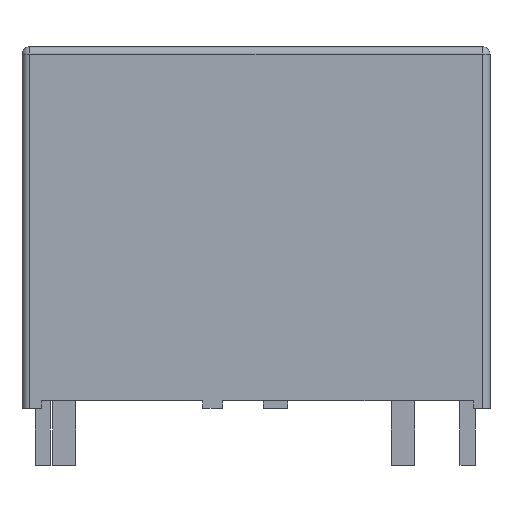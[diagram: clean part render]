
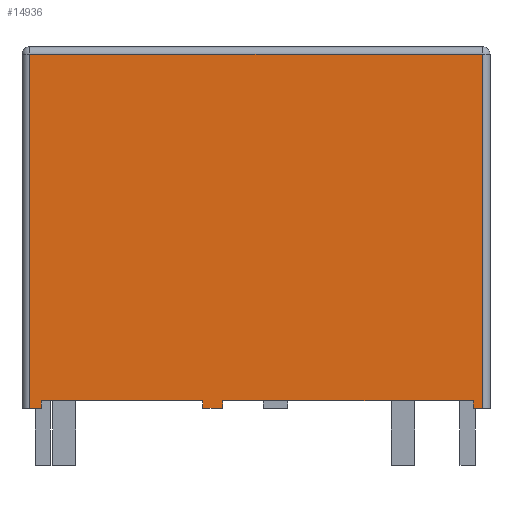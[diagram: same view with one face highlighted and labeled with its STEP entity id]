
A CAD part, front view. The second image highlights one B-rep face of the part: STEP entity #14936.
In plain terms, the highlighted planar face has unit normal (0, -1, 0).
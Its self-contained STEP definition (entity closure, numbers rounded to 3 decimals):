
#399 = VERTEX_POINT ( 'NONE', #11316 ) ;
#840 = CARTESIAN_POINT ( 'NONE',  ( 15.2, -7.95, -0.5 ) ) ;
#978 = VECTOR ( 'NONE', #1071, 1000. ) ;
#1028 = CARTESIAN_POINT ( 'NONE',  ( 14.117, -7.95, 0. ) ) ;
#1071 = DIRECTION ( 'NONE',  ( -1., 0., 0. ) ) ;
#1119 = CARTESIAN_POINT ( 'NONE',  ( -14.7, -7.95, -0.5 ) ) ;
#1304 = DIRECTION ( 'NONE',  ( 1., 0., 0. ) ) ;
#1349 = VECTOR ( 'NONE', #9301, 1000. ) ;
#1588 = VECTOR ( 'NONE', #7030, 1000. ) ;
#1828 = CARTESIAN_POINT ( 'NONE',  ( -14.7, -7.95, 23. ) ) ;
#2010 = EDGE_LOOP ( 'NONE', ( #13765, #9090, #2728, #6314, #5617, #6984, #6891, #6716, #14666, #8611, #8130, #14009 ) ) ;
#2074 = VECTOR ( 'NONE', #14217, 1000. ) ;
#2156 = CARTESIAN_POINT ( 'NONE',  ( -15.2, -7.95, 0. ) ) ;
#2357 = CARTESIAN_POINT ( 'NONE',  ( -15.2, -7.95, 22.5 ) ) ;
#2365 = DIRECTION ( 'NONE',  ( 0., 0., 1. ) ) ;
#2385 = LINE ( 'NONE', #15736, #9765 ) ;
#2606 = CARTESIAN_POINT ( 'NONE',  ( -15.2, -7.95, 0. ) ) ;
#2728 = ORIENTED_EDGE ( 'NONE', *, *, #2841, .T. ) ;
#2799 = DIRECTION ( 'NONE',  ( 0., 0., -1. ) ) ;
#2841 = EDGE_CURVE ( 'NONE', #4628, #7461, #12297, .T. ) ;
#4084 = CARTESIAN_POINT ( 'NONE',  ( -2.171, -7.95, -0.5 ) ) ;
#4258 = LINE ( 'NONE', #840, #1349 ) ;
#4628 = VERTEX_POINT ( 'NONE', #5072 ) ;
#4738 = DIRECTION ( 'NONE',  ( 0., 0., 1. ) ) ;
#4871 = AXIS2_PLACEMENT_3D ( 'NONE', #7379, #8669, #2365 ) ;
#4898 = CARTESIAN_POINT ( 'NONE',  ( -2.171, -7.95, 0. ) ) ;
#4925 = VECTOR ( 'NONE', #9576, 1000. ) ;
#5072 = CARTESIAN_POINT ( 'NONE',  ( 14.7, -7.95, 22.5 ) ) ;
#5124 = EDGE_CURVE ( 'NONE', #14240, #6912, #2385, .T. ) ;
#5212 = CARTESIAN_POINT ( 'NONE',  ( -13.953, -7.95, -0.5 ) ) ;
#5233 = VERTEX_POINT ( 'NONE', #13743 ) ;
#5308 = CARTESIAN_POINT ( 'NONE',  ( 14.117, -7.95, -0.5 ) ) ;
#5325 = CARTESIAN_POINT ( 'NONE',  ( 14.7, -7.95, 23. ) ) ;
#5370 = VERTEX_POINT ( 'NONE', #4898 ) ;
#5426 = VECTOR ( 'NONE', #6813, 1000. ) ;
#5617 = ORIENTED_EDGE ( 'NONE', *, *, #6513, .F. ) ;
#5783 = LINE ( 'NONE', #6975, #2074 ) ;
#6056 = EDGE_CURVE ( 'NONE', #15051, #5233, #8308, .T. ) ;
#6278 = EDGE_CURVE ( 'NONE', #13868, #12787, #12161, .T. ) ;
#6314 = ORIENTED_EDGE ( 'NONE', *, *, #12302, .T. ) ;
#6397 = DIRECTION ( 'NONE',  ( 0., 0., 1. ) ) ;
#6513 = EDGE_CURVE ( 'NONE', #14240, #7955, #10567, .T. ) ;
#6521 = LINE ( 'NONE', #1828, #14430 ) ;
#6583 = EDGE_CURVE ( 'NONE', #11930, #13868, #4258, .T. ) ;
#6716 = ORIENTED_EDGE ( 'NONE', *, *, #6056, .F. ) ;
#6739 = EDGE_CURVE ( 'NONE', #399, #5370, #8745, .T. ) ;
#6813 = DIRECTION ( 'NONE',  ( -1., 0., 0. ) ) ;
#6889 = VECTOR ( 'NONE', #1304, 1000. ) ;
#6891 = ORIENTED_EDGE ( 'NONE', *, *, #14106, .T. ) ;
#6912 = VERTEX_POINT ( 'NONE', #15040 ) ;
#6966 = CARTESIAN_POINT ( 'NONE',  ( -15.2, -7.95, -0.5 ) ) ;
#6975 = CARTESIAN_POINT ( 'NONE',  ( -3.468, -7.95, -0.5 ) ) ;
#6984 = ORIENTED_EDGE ( 'NONE', *, *, #5124, .T. ) ;
#7030 = DIRECTION ( 'NONE',  ( 0., 0., 1. ) ) ;
#7282 = EDGE_CURVE ( 'NONE', #11930, #4628, #9027, .T. ) ;
#7379 = CARTESIAN_POINT ( 'NONE',  ( -15.2, -7.95, 23. ) ) ;
#7461 = VERTEX_POINT ( 'NONE', #12304 ) ;
#7955 = VERTEX_POINT ( 'NONE', #1119 ) ;
#8130 = ORIENTED_EDGE ( 'NONE', *, *, #10012, .T. ) ;
#8172 = DIRECTION ( 'NONE',  ( 0., 0., 1. ) ) ;
#8308 = LINE ( 'NONE', #15448, #1588 ) ;
#8408 = CARTESIAN_POINT ( 'NONE',  ( -3.468, -7.95, -0.5 ) ) ;
#8529 = DIRECTION ( 'NONE',  ( 0., 0., 1. ) ) ;
#8611 = ORIENTED_EDGE ( 'NONE', *, *, #6739, .T. ) ;
#8669 = DIRECTION ( 'NONE',  ( 0., 1., 0. ) ) ;
#8745 = LINE ( 'NONE', #4084, #11548 ) ;
#9027 = LINE ( 'NONE', #5325, #11162 ) ;
#9090 = ORIENTED_EDGE ( 'NONE', *, *, #7282, .T. ) ;
#9301 = DIRECTION ( 'NONE',  ( -1., 0., 0. ) ) ;
#9576 = DIRECTION ( 'NONE',  ( 1., 0., 0. ) ) ;
#9765 = VECTOR ( 'NONE', #8529, 1000. ) ;
#10012 = EDGE_CURVE ( 'NONE', #5370, #12787, #10610, .T. ) ;
#10264 = VECTOR ( 'NONE', #4738, 1000. ) ;
#10567 = LINE ( 'NONE', #6966, #5426 ) ;
#10610 = LINE ( 'NONE', #2156, #4925 ) ;
#10969 = FACE_OUTER_BOUND ( 'NONE', #2010, .T. ) ;
#11162 = VECTOR ( 'NONE', #8172, 1000. ) ;
#11316 = CARTESIAN_POINT ( 'NONE',  ( -2.171, -7.95, -0.5 ) ) ;
#11548 = VECTOR ( 'NONE', #6397, 1000. ) ;
#11930 = VERTEX_POINT ( 'NONE', #12066 ) ;
#12066 = CARTESIAN_POINT ( 'NONE',  ( 14.7, -7.95, -0.5 ) ) ;
#12161 = LINE ( 'NONE', #15721, #10264 ) ;
#12297 = LINE ( 'NONE', #2357, #978 ) ;
#12302 = EDGE_CURVE ( 'NONE', #7461, #7955, #6521, .T. ) ;
#12304 = CARTESIAN_POINT ( 'NONE',  ( -14.7, -7.95, 22.5 ) ) ;
#12787 = VERTEX_POINT ( 'NONE', #1028 ) ;
#13743 = CARTESIAN_POINT ( 'NONE',  ( -3.468, -7.95, 0. ) ) ;
#13765 = ORIENTED_EDGE ( 'NONE', *, *, #6583, .F. ) ;
#13868 = VERTEX_POINT ( 'NONE', #5308 ) ;
#13903 = EDGE_CURVE ( 'NONE', #399, #15051, #5783, .T. ) ;
#14009 = ORIENTED_EDGE ( 'NONE', *, *, #6278, .F. ) ;
#14106 = EDGE_CURVE ( 'NONE', #6912, #5233, #14532, .T. ) ;
#14217 = DIRECTION ( 'NONE',  ( -1., 0., 0. ) ) ;
#14240 = VERTEX_POINT ( 'NONE', #5212 ) ;
#14430 = VECTOR ( 'NONE', #2799, 1000. ) ;
#14532 = LINE ( 'NONE', #2606, #6889 ) ;
#14666 = ORIENTED_EDGE ( 'NONE', *, *, #13903, .F. ) ;
#14757 = PLANE ( 'NONE',  #4871 ) ;
#14936 = ADVANCED_FACE ( 'NONE', ( #10969 ), #14757, .F. ) ;
#15040 = CARTESIAN_POINT ( 'NONE',  ( -13.953, -7.95, 0. ) ) ;
#15051 = VERTEX_POINT ( 'NONE', #8408 ) ;
#15448 = CARTESIAN_POINT ( 'NONE',  ( -3.468, -7.95, -0.5 ) ) ;
#15721 = CARTESIAN_POINT ( 'NONE',  ( 14.117, -7.95, -0.5 ) ) ;
#15736 = CARTESIAN_POINT ( 'NONE',  ( -13.953, -7.95, -0.5 ) ) ;
